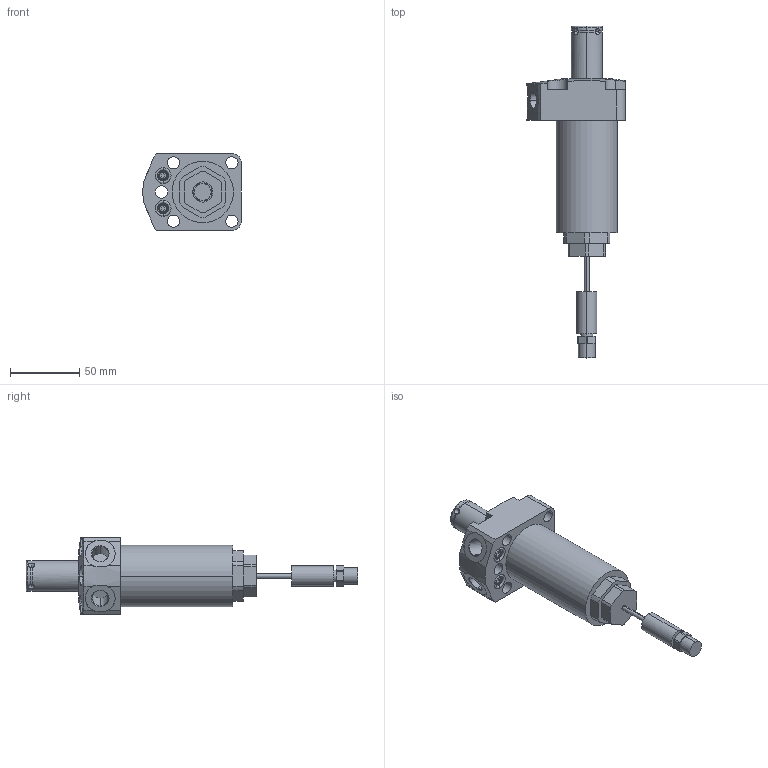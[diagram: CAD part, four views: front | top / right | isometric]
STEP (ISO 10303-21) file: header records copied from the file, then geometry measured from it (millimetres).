
FILE_DESCRIPTION((''),'2;1');
FILE_NAME('ILCM41561123US','2025-05-02T09:04:13',('Asawyer'),(''),'CREO PARAMETRIC BY PTC INC, 2021164','CREO PARAMETRIC BY PTC INC, 2021164','');
FILE_SCHEMA(('AUTOMOTIVE_DESIGN { 1 0 10303 214 1 1 1 1 }'));
Length unit declared in the file: millimetre
Products named in the file (1): ILCM41561123US
Bounding box: 70.87 x 239.26 x 55.37 mm (x, y, z)
Volume: 248563.7 mm3; surface area: 39152.9 mm2
Topology: 1 solids, 3 shells, 205 faces, 531 edges, 345 vertices
Faces by surface type: plane 88, cylinder 87, cone 24, torus 6
Entity records: 8705 total; most frequent: CARTESIAN_POINT 1539, DIRECTION 1131, ORIENTED_EDGE 1030, PRESENTATION_STYLE_ASSIGNMENT 572, STYLED_ITEM 561, CURVE_STYLE 559, EDGE_CURVE 517, AXIS2_PLACEMENT_3D 425
